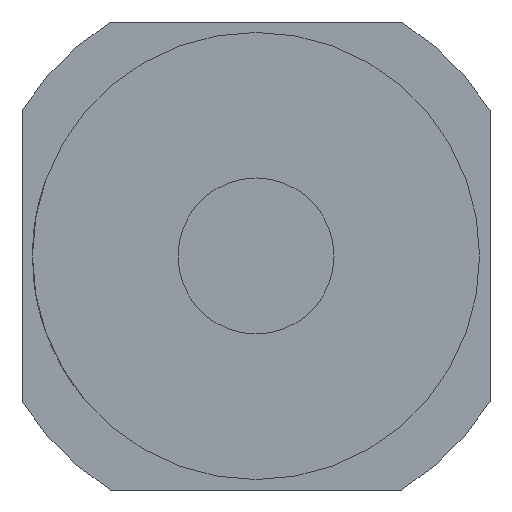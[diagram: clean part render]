
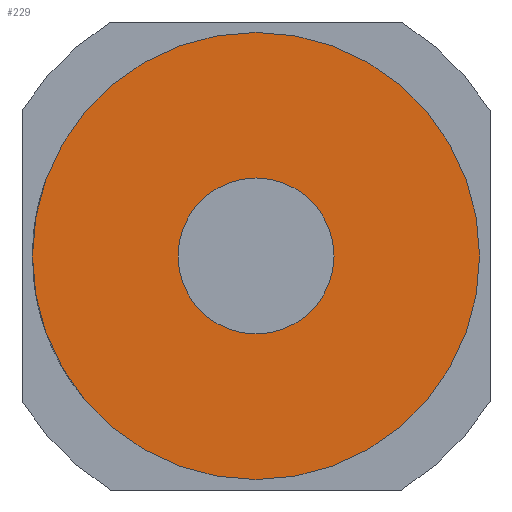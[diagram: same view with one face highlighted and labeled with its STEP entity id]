
A CAD part, left-side view. The second image highlights one B-rep face of the part: STEP entity #229.
In plain terms, the highlighted planar face has unit normal (-1, 0, 0).
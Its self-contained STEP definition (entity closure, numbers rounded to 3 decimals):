
#66 = EDGE_CURVE ( 'NONE', #3716, #3952, #4319, .T. ) ;
#93 = EDGE_CURVE ( 'NONE', #1112, #891, #4302, .T. ) ;
#104 = EDGE_CURVE ( 'NONE', #891, #1112, #4343, .T. ) ;
#108 = EDGE_CURVE ( 'NONE', #3952, #3716, #4245, .T. ) ;
#229 = ADVANCED_FACE ( 'NONE', ( #2699, #3357 ), #2380, .F. ) ;
#499 = DIRECTION ( 'NONE',  ( -1., 0., 0. ) ) ;
#500 = DIRECTION ( 'NONE',  ( 0., 0., 1. ) ) ;
#502 = CARTESIAN_POINT ( 'NONE',  ( 0., 0., 0. ) ) ;
#525 = DIRECTION ( 'NONE',  ( 0., 0., 1. ) ) ;
#555 = CARTESIAN_POINT ( 'NONE',  ( 0., 0., 0. ) ) ;
#809 = DIRECTION ( 'NONE',  ( 0., 0., 1. ) ) ;
#812 = DIRECTION ( 'NONE',  ( -1., 0., 0. ) ) ;
#817 = CARTESIAN_POINT ( 'NONE',  ( 0., 0., 0. ) ) ;
#891 = VERTEX_POINT ( 'NONE', #5475 ) ;
#1112 = VERTEX_POINT ( 'NONE', #5291 ) ;
#1128 = ORIENTED_EDGE ( 'NONE', *, *, #66, .T. ) ;
#1152 = DIRECTION ( 'NONE',  ( -1., 0., 0. ) ) ;
#1158 = CARTESIAN_POINT ( 'NONE',  ( 0., 0., 0. ) ) ;
#1342 = DIRECTION ( 'NONE',  ( 0., 0., 1. ) ) ;
#1343 = DIRECTION ( 'NONE',  ( -1., 0., 0. ) ) ;
#2373 = DIRECTION ( 'NONE',  ( 1., 0., 0. ) ) ;
#2380 = PLANE ( 'NONE',  #4372 ) ;
#2699 = FACE_BOUND ( 'NONE', #3441, .T. ) ;
#2840 = CARTESIAN_POINT ( 'NONE',  ( 0., 7.5, 0. ) ) ;
#3357 = FACE_OUTER_BOUND ( 'NONE', #3840, .T. ) ;
#3396 = DIRECTION ( 'NONE',  ( 0., 0., -1. ) ) ;
#3441 = EDGE_LOOP ( 'NONE', ( #3593, #3664 ) ) ;
#3593 = ORIENTED_EDGE ( 'NONE', *, *, #93, .F. ) ;
#3594 = ORIENTED_EDGE ( 'NONE', *, *, #108, .T. ) ;
#3664 = ORIENTED_EDGE ( 'NONE', *, *, #104, .F. ) ;
#3716 = VERTEX_POINT ( 'NONE', #5522 ) ;
#3840 = EDGE_LOOP ( 'NONE', ( #3594, #1128 ) ) ;
#3952 = VERTEX_POINT ( 'NONE', #5672 ) ;
#4215 = AXIS2_PLACEMENT_3D ( 'NONE', #502, #499, #500 ) ;
#4245 = CIRCLE ( 'NONE', #4215, 21.5 ) ;
#4249 = AXIS2_PLACEMENT_3D ( 'NONE', #1158, #1152, #525 ) ;
#4269 = AXIS2_PLACEMENT_3D ( 'NONE', #817, #812, #809 ) ;
#4302 = CIRCLE ( 'NONE', #4331, 7.5 ) ;
#4319 = CIRCLE ( 'NONE', #4269, 21.5 ) ;
#4331 = AXIS2_PLACEMENT_3D ( 'NONE', #555, #1343, #1342 ) ;
#4343 = CIRCLE ( 'NONE', #4249, 7.5 ) ;
#4372 = AXIS2_PLACEMENT_3D ( 'NONE', #2840, #2373, #3396 ) ;
#5291 = CARTESIAN_POINT ( 'NONE',  ( 0., 0., 7.5 ) ) ;
#5475 = CARTESIAN_POINT ( 'NONE',  ( 0., 0., -7.5 ) ) ;
#5522 = CARTESIAN_POINT ( 'NONE',  ( 0., 0., -21.5 ) ) ;
#5672 = CARTESIAN_POINT ( 'NONE',  ( 0., 0., 21.5 ) ) ;
